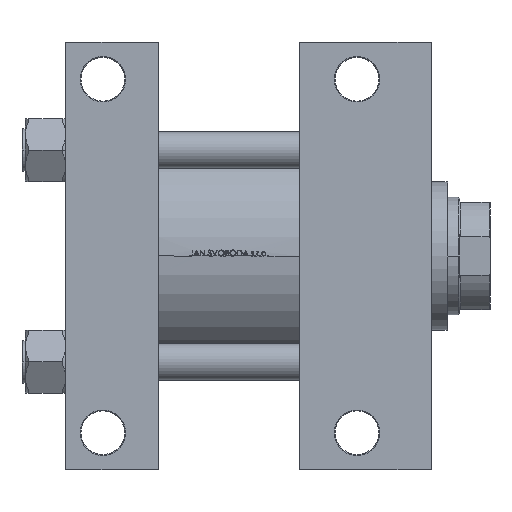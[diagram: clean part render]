
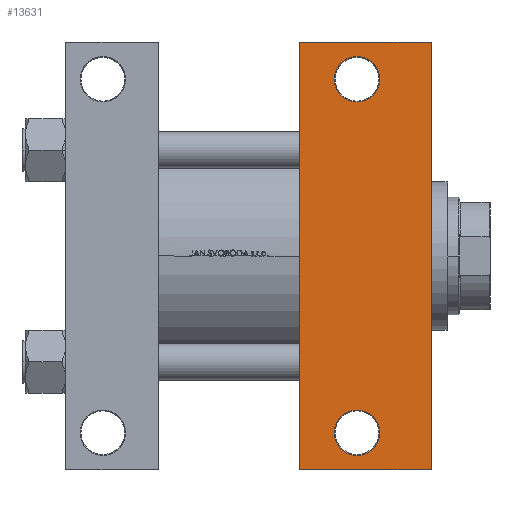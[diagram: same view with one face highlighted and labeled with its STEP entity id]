
A CAD part, front view. The second image highlights one B-rep face of the part: STEP entity #13631.
In plain terms, the highlighted face is planar.
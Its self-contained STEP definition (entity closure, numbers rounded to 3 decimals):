
#178 = CIRCLE ( 'NONE', #36723, 13.5 ) ;
#258 = VERTEX_POINT ( 'NONE', #35989 ) ;
#1246 = DIRECTION ( 'NONE',  ( -1., 0., 0. ) ) ;
#2230 = CARTESIAN_POINT ( 'NONE',  ( 139., 127., -82.5 ) ) ;
#2278 = ORIENTED_EDGE ( 'NONE', *, *, #37446, .T. ) ;
#2837 = CIRCLE ( 'NONE', #30029, 13.5 ) ;
#3271 = CARTESIAN_POINT ( 'NONE',  ( 139., -127., -82.5 ) ) ;
#3867 = VERTEX_POINT ( 'NONE', #21851 ) ;
#3973 = ORIENTED_EDGE ( 'NONE', *, *, #4356, .T. ) ;
#4356 = EDGE_CURVE ( 'NONE', #43369, #6394, #2837, .T. ) ;
#4384 = EDGE_CURVE ( 'NONE', #22942, #6152, #42950, .T. ) ;
#4479 = CARTESIAN_POINT ( 'NONE',  ( 186.5, -105., -82.5 ) ) ;
#5652 = FACE_BOUND ( 'NONE', #44209, .T. ) ;
#5918 = CARTESIAN_POINT ( 'NONE',  ( 186.5, 105., -82.5 ) ) ;
#6152 = VERTEX_POINT ( 'NONE', #18658 ) ;
#6195 = DIRECTION ( 'NONE',  ( 0., 0., 1. ) ) ;
#6394 = VERTEX_POINT ( 'NONE', #4479 ) ;
#7301 = DIRECTION ( 'NONE',  ( 0., -1., 0. ) ) ;
#7908 = VECTOR ( 'NONE', #7301, 1000. ) ;
#8246 = DIRECTION ( 'NONE',  ( 0., 0., 1. ) ) ;
#9010 = DIRECTION ( 'NONE',  ( -1., 0., 0. ) ) ;
#9619 = VERTEX_POINT ( 'NONE', #5918 ) ;
#9796 = ORIENTED_EDGE ( 'NONE', *, *, #27052, .T. ) ;
#9842 = CARTESIAN_POINT ( 'NONE',  ( 173., -105., -82.5 ) ) ;
#10466 = ORIENTED_EDGE ( 'NONE', *, *, #39201, .T. ) ;
#13631 = ADVANCED_FACE ( 'NONE', ( #5652, #30955, #20495 ), #34604, .T. ) ;
#14383 = CARTESIAN_POINT ( 'NONE',  ( 139., 82.5, -82.5 ) ) ;
#17508 = AXIS2_PLACEMENT_3D ( 'NONE', #41605, #8246, #44777 ) ;
#17546 = AXIS2_PLACEMENT_3D ( 'NONE', #32650, #43843, #47965 ) ;
#17643 = ORIENTED_EDGE ( 'NONE', *, *, #4384, .T. ) ;
#18658 = CARTESIAN_POINT ( 'NONE',  ( 217., -127., -82.5 ) ) ;
#19361 = EDGE_CURVE ( 'NONE', #258, #36953, #25801, .T. ) ;
#20495 = FACE_OUTER_BOUND ( 'NONE', #44293, .T. ) ;
#21271 = CARTESIAN_POINT ( 'NONE',  ( 217., 82.5, -82.5 ) ) ;
#21851 = CARTESIAN_POINT ( 'NONE',  ( 159.5, 105., -82.5 ) ) ;
#22572 = EDGE_CURVE ( 'NONE', #258, #22942, #46048, .T. ) ;
#22942 = VERTEX_POINT ( 'NONE', #43778 ) ;
#22943 = CIRCLE ( 'NONE', #17508, 13.5 ) ;
#25423 = DIRECTION ( 'NONE',  ( -1., 0., 0. ) ) ;
#25801 = LINE ( 'NONE', #14383, #7908 ) ;
#27052 = EDGE_CURVE ( 'NONE', #9619, #3867, #178, .T. ) ;
#28242 = DIRECTION ( 'NONE',  ( 0., 0., 1. ) ) ;
#28486 = VECTOR ( 'NONE', #25423, 1000. ) ;
#29855 = CARTESIAN_POINT ( 'NONE',  ( 139., -127., -82.5 ) ) ;
#30023 = ORIENTED_EDGE ( 'NONE', *, *, #36631, .T. ) ;
#30029 = AXIS2_PLACEMENT_3D ( 'NONE', #9842, #6195, #39556 ) ;
#30955 = FACE_BOUND ( 'NONE', #42706, .T. ) ;
#31700 = DIRECTION ( 'NONE',  ( 0., 0., -1. ) ) ;
#31896 = AXIS2_PLACEMENT_3D ( 'NONE', #45561, #31700, #1246 ) ;
#32650 = CARTESIAN_POINT ( 'NONE',  ( 173., -105., -82.5 ) ) ;
#33483 = VECTOR ( 'NONE', #47018, 1000. ) ;
#33848 = CIRCLE ( 'NONE', #17546, 13.5 ) ;
#34604 = PLANE ( 'NONE',  #31896 ) ;
#35796 = CARTESIAN_POINT ( 'NONE',  ( 173., 105., -82.5 ) ) ;
#35989 = CARTESIAN_POINT ( 'NONE',  ( 139., 127., -82.5 ) ) ;
#36631 = EDGE_CURVE ( 'NONE', #3867, #9619, #22943, .T. ) ;
#36723 = AXIS2_PLACEMENT_3D ( 'NONE', #35796, #28242, #9010 ) ;
#36953 = VERTEX_POINT ( 'NONE', #29855 ) ;
#37446 = EDGE_CURVE ( 'NONE', #6394, #43369, #33848, .T. ) ;
#38342 = ORIENTED_EDGE ( 'NONE', *, *, #22572, .T. ) ;
#39201 = EDGE_CURVE ( 'NONE', #6152, #36953, #47339, .T. ) ;
#39556 = DIRECTION ( 'NONE',  ( -1., 0., 0. ) ) ;
#41605 = CARTESIAN_POINT ( 'NONE',  ( 173., 105., -82.5 ) ) ;
#42706 = EDGE_LOOP ( 'NONE', ( #3973, #2278 ) ) ;
#42950 = LINE ( 'NONE', #21271, #47937 ) ;
#43369 = VERTEX_POINT ( 'NONE', #43881 ) ;
#43778 = CARTESIAN_POINT ( 'NONE',  ( 217., 127., -82.5 ) ) ;
#43843 = DIRECTION ( 'NONE',  ( 0., 0., 1. ) ) ;
#43881 = CARTESIAN_POINT ( 'NONE',  ( 159.5, -105., -82.5 ) ) ;
#44209 = EDGE_LOOP ( 'NONE', ( #30023, #9796 ) ) ;
#44293 = EDGE_LOOP ( 'NONE', ( #46792, #38342, #17643, #10466 ) ) ;
#44777 = DIRECTION ( 'NONE',  ( -1., 0., 0. ) ) ;
#45561 = CARTESIAN_POINT ( 'NONE',  ( 217., 82.5, -82.5 ) ) ;
#46048 = LINE ( 'NONE', #2230, #33483 ) ;
#46792 = ORIENTED_EDGE ( 'NONE', *, *, #19361, .F. ) ;
#47018 = DIRECTION ( 'NONE',  ( 1., 0., 0. ) ) ;
#47339 = LINE ( 'NONE', #3271, #28486 ) ;
#47551 = DIRECTION ( 'NONE',  ( 0., -1., 0. ) ) ;
#47937 = VECTOR ( 'NONE', #47551, 1000. ) ;
#47965 = DIRECTION ( 'NONE',  ( -1., 0., 0. ) ) ;
